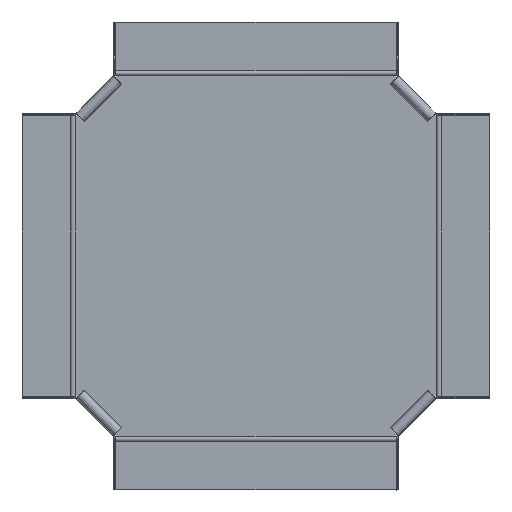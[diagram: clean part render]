
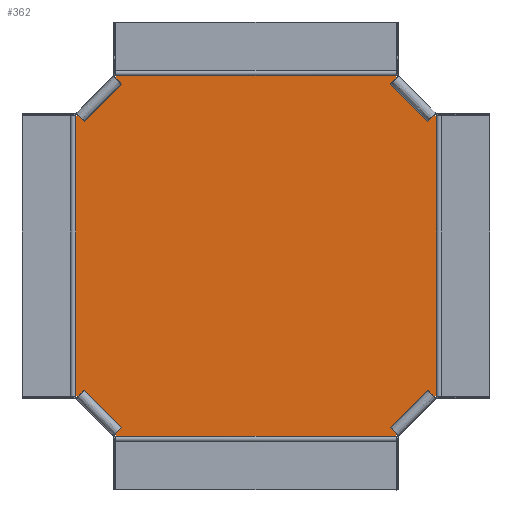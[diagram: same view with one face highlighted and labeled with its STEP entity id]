
A CAD part, top view. The second image highlights one B-rep face of the part: STEP entity #362.
In plain terms, the highlighted planar face has unit normal (0, 0, 1).
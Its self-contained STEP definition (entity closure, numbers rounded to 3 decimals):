
#362=ADVANCED_FACE('',(#772),#6015,.T.);
#772=FACE_OUTER_BOUND('',#1182,.T.);
#1182=EDGE_LOOP('',(#2841,#2842,#2843,#2844,#2845,#2846,#2847,#2848,#2849,
#2850,#2851,#2852,#2853,#2854,#2855,#2856));
#2841=ORIENTED_EDGE('',*,*,#4000,.F.);
#2842=ORIENTED_EDGE('',*,*,#3999,.F.);
#2843=ORIENTED_EDGE('',*,*,#3998,.F.);
#2844=ORIENTED_EDGE('',*,*,#4061,.F.);
#2845=ORIENTED_EDGE('',*,*,#3997,.F.);
#2846=ORIENTED_EDGE('',*,*,#3996,.F.);
#2847=ORIENTED_EDGE('',*,*,#3995,.F.);
#2848=ORIENTED_EDGE('',*,*,#4072,.F.);
#2849=ORIENTED_EDGE('',*,*,#3994,.F.);
#2850=ORIENTED_EDGE('',*,*,#3993,.F.);
#2851=ORIENTED_EDGE('',*,*,#3987,.F.);
#2852=ORIENTED_EDGE('',*,*,#4016,.F.);
#2853=ORIENTED_EDGE('',*,*,#3992,.F.);
#2854=ORIENTED_EDGE('',*,*,#3991,.F.);
#2855=ORIENTED_EDGE('',*,*,#3990,.F.);
#2856=ORIENTED_EDGE('',*,*,#4001,.F.);
#3987=EDGE_CURVE('',#5603,#5601,#5009,.T.);
#3990=EDGE_CURVE('',#5606,#5607,#5012,.T.);
#3991=EDGE_CURVE('',#5607,#5608,#5013,.T.);
#3992=EDGE_CURVE('',#5608,#5609,#5014,.T.);
#3993=EDGE_CURVE('',#5601,#5610,#5015,.T.);
#3994=EDGE_CURVE('',#5610,#5611,#5016,.T.);
#3995=EDGE_CURVE('',#5612,#5613,#5017,.T.);
#3996=EDGE_CURVE('',#5613,#5614,#5018,.T.);
#3997=EDGE_CURVE('',#5614,#5615,#5019,.T.);
#3998=EDGE_CURVE('',#5616,#5617,#5020,.T.);
#3999=EDGE_CURVE('',#5617,#5618,#5021,.T.);
#4000=EDGE_CURVE('',#5618,#5605,#5022,.T.);
#4001=EDGE_CURVE('',#5605,#5606,#5023,.T.);
#4016=EDGE_CURVE('',#5609,#5603,#5038,.T.);
#4061=EDGE_CURVE('',#5615,#5616,#5067,.T.);
#4072=EDGE_CURVE('',#5611,#5612,#5076,.T.);
#5009=B_SPLINE_CURVE_WITH_KNOTS('',1,(#12416,#12417),.UNSPECIFIED.,.F.,
 .F.,(2,2),(-2.,0.),.UNSPECIFIED.);
#5012=B_SPLINE_CURVE_WITH_KNOTS('',1,(#12422,#12423),.UNSPECIFIED.,.F.,
 .F.,(2,2),(-2.,0.),.UNSPECIFIED.);
#5013=B_SPLINE_CURVE_WITH_KNOTS('',1,(#12424,#12425),.UNSPECIFIED.,.F.,
 .F.,(2,2),(0.,300.),.UNSPECIFIED.);
#5014=B_SPLINE_CURVE_WITH_KNOTS('',1,(#12426,#12427),.UNSPECIFIED.,.F.,
 .F.,(2,2),(0.,2.),.UNSPECIFIED.);
#5015=B_SPLINE_CURVE_WITH_KNOTS('',1,(#12428,#12429),.UNSPECIFIED.,.F.,
 .F.,(2,2),(0.,300.),.UNSPECIFIED.);
#5016=B_SPLINE_CURVE_WITH_KNOTS('',1,(#12430,#12431),.UNSPECIFIED.,.F.,
 .F.,(2,2),(0.,2.),.UNSPECIFIED.);
#5017=B_SPLINE_CURVE_WITH_KNOTS('',1,(#12432,#12433),.UNSPECIFIED.,.F.,
 .F.,(2,2),(-2.,0.),.UNSPECIFIED.);
#5018=B_SPLINE_CURVE_WITH_KNOTS('',1,(#12434,#12435),.UNSPECIFIED.,.F.,
 .F.,(2,2),(0.,300.),.UNSPECIFIED.);
#5019=B_SPLINE_CURVE_WITH_KNOTS('',1,(#12436,#12437),.UNSPECIFIED.,.F.,
 .F.,(2,2),(0.,2.),.UNSPECIFIED.);
#5020=B_SPLINE_CURVE_WITH_KNOTS('',1,(#12438,#12439),.UNSPECIFIED.,.F.,
 .F.,(2,2),(-2.,0.),.UNSPECIFIED.);
#5021=B_SPLINE_CURVE_WITH_KNOTS('',1,(#12440,#12441),.UNSPECIFIED.,.F.,
 .F.,(2,2),(0.,300.),.UNSPECIFIED.);
#5022=B_SPLINE_CURVE_WITH_KNOTS('',1,(#12442,#12443),.UNSPECIFIED.,.F.,
 .F.,(2,2),(0.,2.),.UNSPECIFIED.);
#5023=B_SPLINE_CURVE_WITH_KNOTS('',1,(#12444,#12445),.UNSPECIFIED.,.F.,
 .F.,(2,2),(-57.631,0.),.UNSPECIFIED.);
#5038=B_SPLINE_CURVE_WITH_KNOTS('',1,(#12474,#12475),.UNSPECIFIED.,.F.,
 .F.,(2,2),(-57.631,0.),.UNSPECIFIED.);
#5067=B_SPLINE_CURVE_WITH_KNOTS('',1,(#12584,#12585),.UNSPECIFIED.,.F.,
 .F.,(2,2),(-57.631,0.),.UNSPECIFIED.);
#5076=B_SPLINE_CURVE_WITH_KNOTS('',1,(#12608,#12609),.UNSPECIFIED.,.F.,
 .F.,(2,2),(-57.631,0.),.UNSPECIFIED.);
#5601=VERTEX_POINT('',#12302);
#5603=VERTEX_POINT('',#12304);
#5605=VERTEX_POINT('',#12306);
#5606=VERTEX_POINT('',#12307);
#5607=VERTEX_POINT('',#12308);
#5608=VERTEX_POINT('',#12309);
#5609=VERTEX_POINT('',#12310);
#5610=VERTEX_POINT('',#12311);
#5611=VERTEX_POINT('',#12312);
#5612=VERTEX_POINT('',#12313);
#5613=VERTEX_POINT('',#12314);
#5614=VERTEX_POINT('',#12315);
#5615=VERTEX_POINT('',#12316);
#5616=VERTEX_POINT('',#12317);
#5617=VERTEX_POINT('',#12318);
#5618=VERTEX_POINT('',#12319);
#6015=PLANE('',#6346);
#6346=AXIS2_PLACEMENT_3D('',#11828,#6602,$);
#6602=DIRECTION('',(0.,0.,1.));
#11828=CARTESIAN_POINT('',(-232.151,482.231,1.25));
#12302=CARTESIAN_POINT('',(150.,57.328,1.25));
#12304=CARTESIAN_POINT('',(150.,59.328,1.25));
#12306=CARTESIAN_POINT('',(150.,440.832,1.25));
#12307=CARTESIAN_POINT('',(190.752,400.08,1.25));
#12308=CARTESIAN_POINT('',(192.752,400.08,1.25));
#12309=CARTESIAN_POINT('',(192.752,100.08,1.25));
#12310=CARTESIAN_POINT('',(190.752,100.08,1.25));
#12311=CARTESIAN_POINT('',(-150.,57.328,1.25));
#12312=CARTESIAN_POINT('',(-150.,59.328,1.25));
#12313=CARTESIAN_POINT('',(-190.752,100.08,1.25));
#12314=CARTESIAN_POINT('',(-192.752,100.08,1.25));
#12315=CARTESIAN_POINT('',(-192.752,400.08,1.25));
#12316=CARTESIAN_POINT('',(-190.752,400.08,1.25));
#12317=CARTESIAN_POINT('',(-150.,440.832,1.25));
#12318=CARTESIAN_POINT('',(-150.,442.832,1.25));
#12319=CARTESIAN_POINT('',(150.,442.832,1.25));
#12416=CARTESIAN_POINT('',(150.,59.328,1.25));
#12417=CARTESIAN_POINT('',(150.,57.328,1.25));
#12422=CARTESIAN_POINT('',(190.752,400.08,1.25));
#12423=CARTESIAN_POINT('',(192.752,400.08,1.25));
#12424=CARTESIAN_POINT('',(192.752,400.08,1.25));
#12425=CARTESIAN_POINT('',(192.752,100.08,1.25));
#12426=CARTESIAN_POINT('',(192.752,100.08,1.25));
#12427=CARTESIAN_POINT('',(190.752,100.08,1.25));
#12428=CARTESIAN_POINT('',(150.,57.328,1.25));
#12429=CARTESIAN_POINT('',(-150.,57.328,1.25));
#12430=CARTESIAN_POINT('',(-150.,57.328,1.25));
#12431=CARTESIAN_POINT('',(-150.,59.328,1.25));
#12432=CARTESIAN_POINT('',(-190.752,100.08,1.25));
#12433=CARTESIAN_POINT('',(-192.752,100.08,1.25));
#12434=CARTESIAN_POINT('',(-192.752,100.08,1.25));
#12435=CARTESIAN_POINT('',(-192.752,400.08,1.25));
#12436=CARTESIAN_POINT('',(-192.752,400.08,1.25));
#12437=CARTESIAN_POINT('',(-190.752,400.08,1.25));
#12438=CARTESIAN_POINT('',(-150.,440.832,1.25));
#12439=CARTESIAN_POINT('',(-150.,442.832,1.25));
#12440=CARTESIAN_POINT('',(-150.,442.832,1.25));
#12441=CARTESIAN_POINT('',(150.,442.832,1.25));
#12442=CARTESIAN_POINT('',(150.,442.832,1.25));
#12443=CARTESIAN_POINT('',(150.,440.832,1.25));
#12444=CARTESIAN_POINT('',(150.,440.832,1.25));
#12445=CARTESIAN_POINT('',(190.752,400.08,1.25));
#12474=CARTESIAN_POINT('',(190.752,100.08,1.25));
#12475=CARTESIAN_POINT('',(150.,59.328,1.25));
#12584=CARTESIAN_POINT('',(-190.752,400.08,1.25));
#12585=CARTESIAN_POINT('',(-150.,440.832,1.25));
#12608=CARTESIAN_POINT('',(-150.,59.328,1.25));
#12609=CARTESIAN_POINT('',(-190.752,100.08,1.25));
